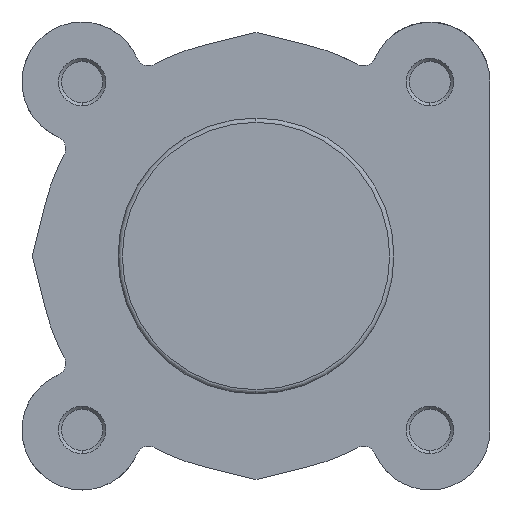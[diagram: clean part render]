
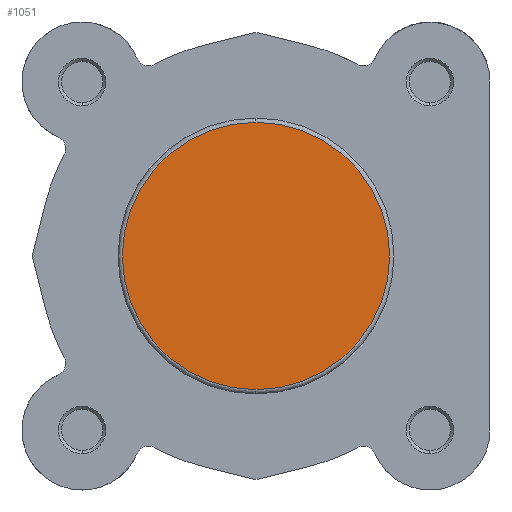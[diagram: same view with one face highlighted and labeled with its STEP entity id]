
A CAD part, left-side view. The second image highlights one B-rep face of the part: STEP entity #1051.
In plain terms, the highlighted planar face has unit normal (-1, 0, 0).
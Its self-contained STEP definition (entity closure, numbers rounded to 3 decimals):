
#29 = ORIENTED_EDGE ( 'NONE', *, *, #4315, .T. ) ;
#30 = ORIENTED_EDGE ( 'NONE', *, *, #4288, .T. ) ;
#267 = FACE_OUTER_BOUND ( 'NONE', #7111, .T. ) ;
#928 = CIRCLE ( 'NONE', #4706, 21.7 ) ;
#975 = CIRCLE ( 'NONE', #4714, 21.7 ) ;
#1051 = ADVANCED_FACE ( 'NONE', ( #267 ), #1440, .F. ) ;
#1336 = VERTEX_POINT ( 'NONE', #5484 ) ;
#1404 = DIRECTION ( 'NONE',  ( 0., 0., -1. ) ) ;
#1440 = PLANE ( 'NONE',  #4380 ) ;
#1443 = CARTESIAN_POINT ( 'NONE',  ( 0., 22.4, 0. ) ) ;
#1499 = VERTEX_POINT ( 'NONE', #5511 ) ;
#1504 = DIRECTION ( 'NONE',  ( 1., 0., 0. ) ) ;
#1942 = CARTESIAN_POINT ( 'NONE',  ( 0., 0., 0. ) ) ;
#1948 = DIRECTION ( 'NONE',  ( -1., 0., 0. ) ) ;
#1949 = DIRECTION ( 'NONE',  ( 0., 0., -1. ) ) ;
#1999 = CARTESIAN_POINT ( 'NONE',  ( 0., 0., 0. ) ) ;
#2010 = DIRECTION ( 'NONE',  ( -1., 0., 0. ) ) ;
#2011 = DIRECTION ( 'NONE',  ( 0., 0., -1. ) ) ;
#4288 = EDGE_CURVE ( 'NONE', #1336, #1499, #928, .T. ) ;
#4315 = EDGE_CURVE ( 'NONE', #1499, #1336, #975, .T. ) ;
#4380 = AXIS2_PLACEMENT_3D ( 'NONE', #1443, #1504, #1404 ) ;
#4706 = AXIS2_PLACEMENT_3D ( 'NONE', #1942, #1948, #1949 ) ;
#4714 = AXIS2_PLACEMENT_3D ( 'NONE', #1999, #2010, #2011 ) ;
#5484 = CARTESIAN_POINT ( 'NONE',  ( 0., 0., -21.7 ) ) ;
#5511 = CARTESIAN_POINT ( 'NONE',  ( 0., 0., 21.7 ) ) ;
#7111 = EDGE_LOOP ( 'NONE', ( #30, #29 ) ) ;
